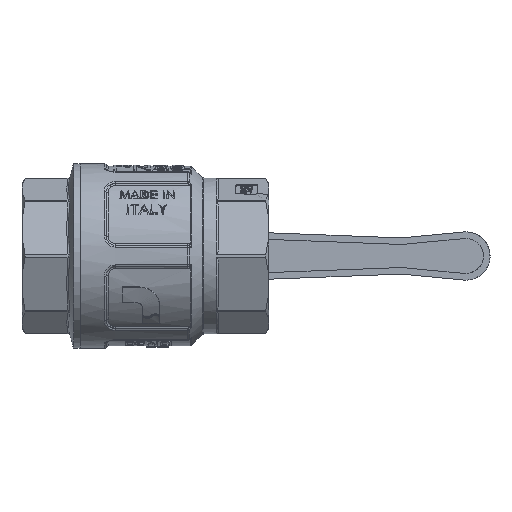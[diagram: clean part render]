
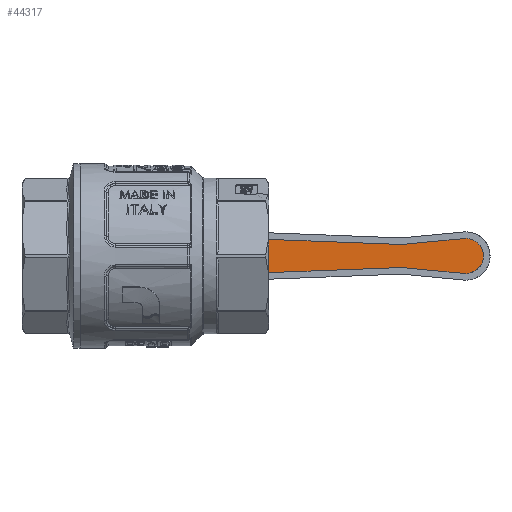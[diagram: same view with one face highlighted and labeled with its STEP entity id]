
A CAD part, front view. The second image highlights one B-rep face of the part: STEP entity #44317.
In plain terms, the highlighted planar face has unit normal (0, -1, 0).
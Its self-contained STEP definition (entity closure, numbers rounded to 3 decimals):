
#320 = CARTESIAN_POINT ( 'NONE',  ( 146.8, 93.3, -8. ) ) ;
#1486 = CARTESIAN_POINT ( 'NONE',  ( 154.749, 93.3, -1.045 ) ) ;
#1677 = CARTESIAN_POINT ( 'NONE',  ( 154.8, 93.3, -0.526 ) ) ;
#2408 = CARTESIAN_POINT ( 'NONE',  ( 147.845, 93.3, 7.949 ) ) ;
#3309 = B_SPLINE_CURVE_WITH_KNOTS ( 'NONE', 3,
 ( #5364, #47608, #39104, #26976, #18074, #39479, #9769, #22330, #47254, #39297, #17727, #18444, #14029, #43535, #52017, #1486, #1677, #31206, #47971, #31018, #35226, #22695, #5910, #35424, #32108, #27530, #31578, #6831, #22891, #31932, #44097, #2408, #14583, #27884 ),
 .UNSPECIFIED., .F., .F.,
 ( 4, 2, 2, 2, 2, 2, 2, 2, 2, 2, 2, 2, 2, 2, 2, 2, 4 ),
 ( 0., 0.063, 0.125, 0.188, 0.25, 0.313, 0.375, 0.438, 0.5, 0.563, 0.625, 0.688, 0.75, 0.813, 0.875, 0.938, 1. ),
 .UNSPECIFIED. ) ;
#3787 = VERTEX_POINT ( 'NONE', #21497 ) ;
#3874 = CARTESIAN_POINT ( 'NONE',  ( 126.938, 93.3, 6.151 ) ) ;
#4862 = ORIENTED_EDGE ( 'NONE', *, *, #52389, .F. ) ;
#5364 = CARTESIAN_POINT ( 'NONE',  ( 146.8, 93.3, -8. ) ) ;
#5910 = CARTESIAN_POINT ( 'NONE',  ( 153.744, 93.3, 4.008 ) ) ;
#6831 = CARTESIAN_POINT ( 'NONE',  ( 150.807, 93.3, 6.944 ) ) ;
#8457 = CARTESIAN_POINT ( 'NONE',  ( 117.384, 93.3, 5.245 ) ) ;
#8572 = FACE_OUTER_BOUND ( 'NONE', #35549, .T. ) ;
#9680 = B_SPLINE_CURVE_WITH_KNOTS ( 'NONE', 3,
 ( #8457, #3874, #21347, #33379 ),
 .UNSPECIFIED., .F., .F.,
 ( 4, 4 ),
 ( 0., 1. ),
 .UNSPECIFIED. ) ;
#9769 = CARTESIAN_POINT ( 'NONE',  ( 150.808, 93.3, -6.944 ) ) ;
#10506 = EDGE_CURVE ( 'NONE', #38569, #13054, #18557, .T. ) ;
#11494 = B_SPLINE_CURVE_WITH_KNOTS ( 'NONE', 3,
 ( #52571, #35593, #31750, #23061 ),
 .UNSPECIFIED., .F., .F.,
 ( 4, 4 ),
 ( 0., 1. ),
 .UNSPECIFIED. ) ;
#11591 = CARTESIAN_POINT ( 'NONE',  ( 47.985, 93.3, -7.921 ) ) ;
#11911 = CARTESIAN_POINT ( 'NONE',  ( 136.491, 93.3, -7.058 ) ) ;
#12327 = CARTESIAN_POINT ( 'NONE',  ( 47.985, 93.3, 2.64 ) ) ;
#12955 = CARTESIAN_POINT ( 'NONE',  ( 146.044, 93.3, -7.964 ) ) ;
#13054 = VERTEX_POINT ( 'NONE', #42930 ) ;
#13805 = ORIENTED_EDGE ( 'NONE', *, *, #14867, .F. ) ;
#13977 = CARTESIAN_POINT ( 'NONE',  ( 146.295, 93.3, 7.988 ) ) ;
#14029 = CARTESIAN_POINT ( 'NONE',  ( 153.99, 93.3, -3.547 ) ) ;
#14583 = CARTESIAN_POINT ( 'NONE',  ( 147.325, 93.3, 8. ) ) ;
#14867 = EDGE_CURVE ( 'NONE', #31077, #35410, #11494, .T. ) ;
#15481 = ORIENTED_EDGE ( 'NONE', *, *, #38562, .F. ) ;
#15812 = CARTESIAN_POINT ( 'NONE',  ( 47.985, 93.3, 7.921 ) ) ;
#16696 = VERTEX_POINT ( 'NONE', #33599 ) ;
#17727 = CARTESIAN_POINT ( 'NONE',  ( 153.16, 93.3, -4.882 ) ) ;
#18074 = CARTESIAN_POINT ( 'NONE',  ( 149.376, 93.3, -7.592 ) ) ;
#18444 = CARTESIAN_POINT ( 'NONE',  ( 153.744, 93.3, -4.007 ) ) ;
#18557 = B_SPLINE_CURVE_WITH_KNOTS ( 'NONE', 3,
 ( #42104, #20723, #33280, #12955 ),
 .UNSPECIFIED., .F., .F.,
 ( 4, 4 ),
 ( 0., 1. ),
 .UNSPECIFIED. ) ;
#18839 = CARTESIAN_POINT ( 'NONE',  ( 94.251, 93.3, -6.137 ) ) ;
#18989 = ORIENTED_EDGE ( 'NONE', *, *, #45033, .F. ) ;
#20209 = CARTESIAN_POINT ( 'NONE',  ( 117.384, 93.3, -5.245 ) ) ;
#20268 = B_SPLINE_CURVE_WITH_KNOTS ( 'NONE', 3,
 ( #11591, #32988, #12327, #15812 ),
 .UNSPECIFIED., .F., .F.,
 ( 4, 4 ),
 ( 0., 1. ),
 .UNSPECIFIED. ) ;
#20723 = CARTESIAN_POINT ( 'NONE',  ( 146.548, 93.3, -8. ) ) ;
#21347 = CARTESIAN_POINT ( 'NONE',  ( 136.491, 93.3, 7.058 ) ) ;
#21497 = CARTESIAN_POINT ( 'NONE',  ( 47.985, 93.3, -7.921 ) ) ;
#21533 = ORIENTED_EDGE ( 'NONE', *, *, #10506, .F. ) ;
#22330 = CARTESIAN_POINT ( 'NONE',  ( 151.682, 93.3, -6.36 ) ) ;
#22695 = CARTESIAN_POINT ( 'NONE',  ( 153.99, 93.3, 3.547 ) ) ;
#22891 = CARTESIAN_POINT ( 'NONE',  ( 150.347, 93.3, 7.19 ) ) ;
#23061 = CARTESIAN_POINT ( 'NONE',  ( 117.384, 93.3, 5.245 ) ) ;
#25357 = B_SPLINE_CURVE_WITH_KNOTS ( 'NONE', 3,
 ( #52533, #13977, #51975, #30974 ),
 .UNSPECIFIED., .F., .F.,
 ( 4, 4 ),
 ( 0., 1. ),
 .UNSPECIFIED. ) ;
#26976 = CARTESIAN_POINT ( 'NONE',  ( 148.876, 93.3, -7.744 ) ) ;
#27530 = CARTESIAN_POINT ( 'NONE',  ( 152.085, 93.3, 6.029 ) ) ;
#27722 = DIRECTION ( 'NONE',  ( 1., 0., 0. ) ) ;
#27884 = CARTESIAN_POINT ( 'NONE',  ( 146.8, 93.3, 8. ) ) ;
#28097 = CARTESIAN_POINT ( 'NONE',  ( 117.384, 93.3, -5.245 ) ) ;
#28828 = B_SPLINE_CURVE_WITH_KNOTS ( 'NONE', 3,
 ( #49545, #11911, #49367, #20209 ),
 .UNSPECIFIED., .F., .F.,
 ( 4, 4 ),
 ( 0., 1. ),
 .UNSPECIFIED. ) ;
#29110 = CARTESIAN_POINT ( 'NONE',  ( 47.985, 93.3, 7.921 ) ) ;
#29848 = CARTESIAN_POINT ( 'NONE',  ( 146.044, 93.3, 7.964 ) ) ;
#30974 = CARTESIAN_POINT ( 'NONE',  ( 146.8, 93.3, 8. ) ) ;
#31018 = CARTESIAN_POINT ( 'NONE',  ( 154.544, 93.3, 2.076 ) ) ;
#31072 = EDGE_CURVE ( 'NONE', #3787, #31077, #20268, .T. ) ;
#31077 = VERTEX_POINT ( 'NONE', #29110 ) ;
#31206 = CARTESIAN_POINT ( 'NONE',  ( 154.8, 93.3, 0.526 ) ) ;
#31578 = CARTESIAN_POINT ( 'NONE',  ( 151.682, 93.3, 6.36 ) ) ;
#31750 = CARTESIAN_POINT ( 'NONE',  ( 94.251, 93.3, 6.137 ) ) ;
#31932 = CARTESIAN_POINT ( 'NONE',  ( 149.376, 93.3, 7.592 ) ) ;
#32108 = CARTESIAN_POINT ( 'NONE',  ( 152.829, 93.3, 5.285 ) ) ;
#32988 = CARTESIAN_POINT ( 'NONE',  ( 47.985, 93.3, -2.64 ) ) ;
#33280 = CARTESIAN_POINT ( 'NONE',  ( 146.295, 93.3, -7.988 ) ) ;
#33306 = EDGE_CURVE ( 'NONE', #13054, #51094, #28828, .T. ) ;
#33379 = CARTESIAN_POINT ( 'NONE',  ( 146.044, 93.3, 7.964 ) ) ;
#33599 = CARTESIAN_POINT ( 'NONE',  ( 146.8, 93.3, 8. ) ) ;
#34111 = AXIS2_PLACEMENT_3D ( 'NONE', #44805, #49456, #27722 ) ;
#35226 = CARTESIAN_POINT ( 'NONE',  ( 154.392, 93.3, 2.576 ) ) ;
#35343 = CARTESIAN_POINT ( 'NONE',  ( 117.384, 93.3, 5.245 ) ) ;
#35410 = VERTEX_POINT ( 'NONE', #35343 ) ;
#35424 = CARTESIAN_POINT ( 'NONE',  ( 153.16, 93.3, 4.882 ) ) ;
#35549 = EDGE_LOOP ( 'NONE', ( #44309, #21533, #45458, #4862, #15481, #13805, #50301, #18989 ) ) ;
#35593 = CARTESIAN_POINT ( 'NONE',  ( 71.118, 93.3, 7.029 ) ) ;
#37043 = EDGE_CURVE ( 'NONE', #38569, #16696, #3309, .T. ) ;
#38562 = EDGE_CURVE ( 'NONE', #35410, #48655, #9680, .T. ) ;
#38569 = VERTEX_POINT ( 'NONE', #320 ) ;
#39104 = CARTESIAN_POINT ( 'NONE',  ( 147.845, 93.3, -7.949 ) ) ;
#39297 = CARTESIAN_POINT ( 'NONE',  ( 152.829, 93.3, -5.285 ) ) ;
#39337 = CARTESIAN_POINT ( 'NONE',  ( 117.384, 93.3, -5.245 ) ) ;
#39479 = CARTESIAN_POINT ( 'NONE',  ( 150.347, 93.3, -7.19 ) ) ;
#40532 = B_SPLINE_CURVE_WITH_KNOTS ( 'NONE', 3,
 ( #28097, #18839, #40795, #48359 ),
 .UNSPECIFIED., .F., .F.,
 ( 4, 4 ),
 ( 0., 1. ),
 .UNSPECIFIED. ) ;
#40795 = CARTESIAN_POINT ( 'NONE',  ( 71.118, 93.3, -7.029 ) ) ;
#42104 = CARTESIAN_POINT ( 'NONE',  ( 146.8, 93.3, -8. ) ) ;
#42930 = CARTESIAN_POINT ( 'NONE',  ( 146.044, 93.3, -7.964 ) ) ;
#43535 = CARTESIAN_POINT ( 'NONE',  ( 154.392, 93.3, -2.576 ) ) ;
#44097 = CARTESIAN_POINT ( 'NONE',  ( 148.876, 93.3, 7.744 ) ) ;
#44309 = ORIENTED_EDGE ( 'NONE', *, *, #33306, .F. ) ;
#44317 = ADVANCED_FACE ( 'NONE', ( #8572 ), #53325, .F. ) ;
#44805 = CARTESIAN_POINT ( 'NONE',  ( 146.8, 93.3, 0. ) ) ;
#45033 = EDGE_CURVE ( 'NONE', #51094, #3787, #40532, .T. ) ;
#45458 = ORIENTED_EDGE ( 'NONE', *, *, #37043, .T. ) ;
#47254 = CARTESIAN_POINT ( 'NONE',  ( 152.085, 93.3, -6.029 ) ) ;
#47608 = CARTESIAN_POINT ( 'NONE',  ( 147.325, 93.3, -8. ) ) ;
#47971 = CARTESIAN_POINT ( 'NONE',  ( 154.749, 93.3, 1.045 ) ) ;
#48359 = CARTESIAN_POINT ( 'NONE',  ( 47.985, 93.3, -7.921 ) ) ;
#48655 = VERTEX_POINT ( 'NONE', #29848 ) ;
#49367 = CARTESIAN_POINT ( 'NONE',  ( 126.938, 93.3, -6.151 ) ) ;
#49456 = DIRECTION ( 'NONE',  ( 0., 1., 0. ) ) ;
#49545 = CARTESIAN_POINT ( 'NONE',  ( 146.044, 93.3, -7.964 ) ) ;
#50301 = ORIENTED_EDGE ( 'NONE', *, *, #31072, .F. ) ;
#51094 = VERTEX_POINT ( 'NONE', #39337 ) ;
#51975 = CARTESIAN_POINT ( 'NONE',  ( 146.548, 93.3, 8. ) ) ;
#52017 = CARTESIAN_POINT ( 'NONE',  ( 154.544, 93.3, -2.076 ) ) ;
#52389 = EDGE_CURVE ( 'NONE', #48655, #16696, #25357, .T. ) ;
#52533 = CARTESIAN_POINT ( 'NONE',  ( 146.044, 93.3, 7.964 ) ) ;
#52571 = CARTESIAN_POINT ( 'NONE',  ( 47.985, 93.3, 7.921 ) ) ;
#53325 = PLANE ( 'NONE',  #34111 ) ;
